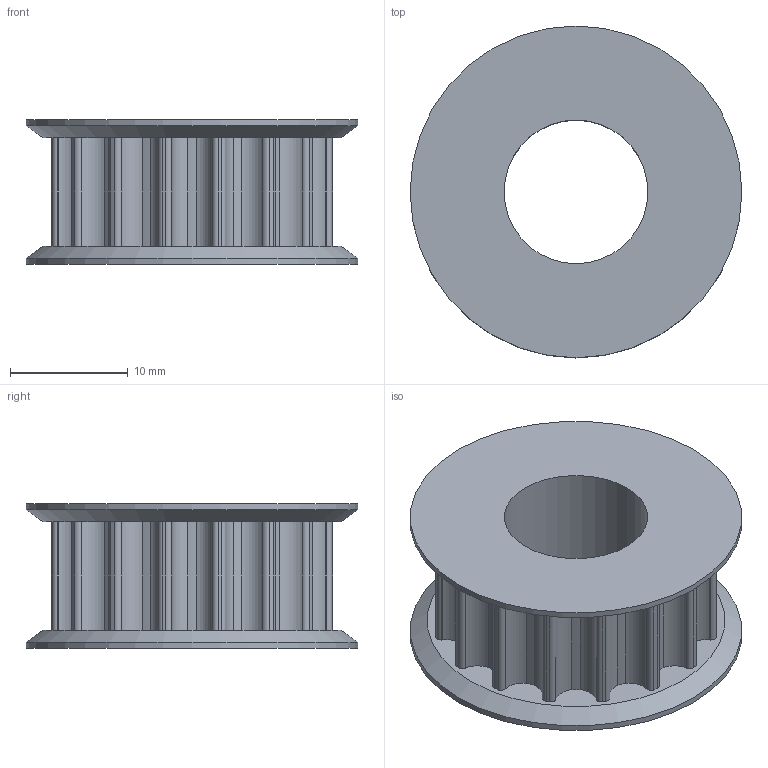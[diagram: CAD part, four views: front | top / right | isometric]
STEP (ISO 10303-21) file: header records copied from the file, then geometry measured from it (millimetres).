
FILE_DESCRIPTION(/* description */ ('STEP AP242','CAx-IF Rec.Pracs.---Representation and Presentation of Product Manufacturing Information (PMI)---4.0---2014-10-13','CAx-IF Rec.Pracs.---3D Tessellated Geometry---0.4---2014-09-14','2;1'),/* implementation_level */ '2;1');
FILE_NAME(/* name */ '66074ff5f10d7d54a15595fe',/* time_stamp */ '2024-03-29T23:34:14Z',/* author */ (''),/* organization */ (''),/* preprocessor_version */ 'ST-DEVELOPER v19.4',/* originating_system */ ' ',/* authorisation */ ' ');
FILE_SCHEMA (('AP242_MANAGED_MODEL_BASED_3D_ENGINEERING_MIM_LF { 1 0 10303 442 1 1 4 }'));
Length unit declared in the file: metre
Products named in the file (1): Part 1
Bounding box: 28.18 x 28.18 x 12.25 mm (x, y, z)
Volume: 3781.6 mm3; surface area: 3098.1 mm2
Topology: 1 solids, 1 shells, 137 faces, 398 edges, 265 vertices
Faces by surface type: cylinder 99, plane 36, cone 2
Full cylindrical faces by diameter (mm): 12.2 x1, 28.178 x2
Entity records: 4616 total; most frequent: DIRECTION 868, CARTESIAN_POINT 794, ORIENTED_EDGE 784, EDGE_CURVE 392, AXIS2_PLACEMENT_3D 338, VERTEX_POINT 264, CIRCLE 200, LINE 192
